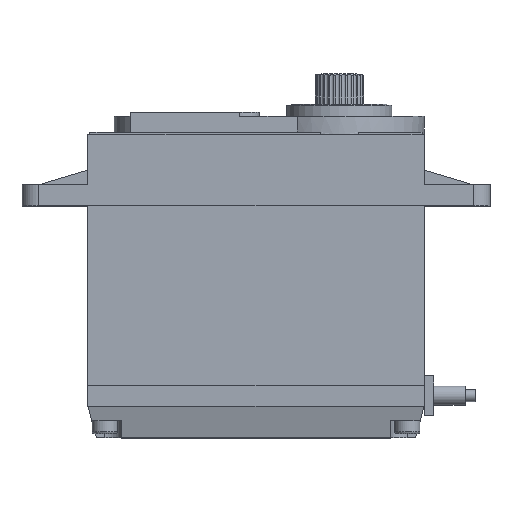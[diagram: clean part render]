
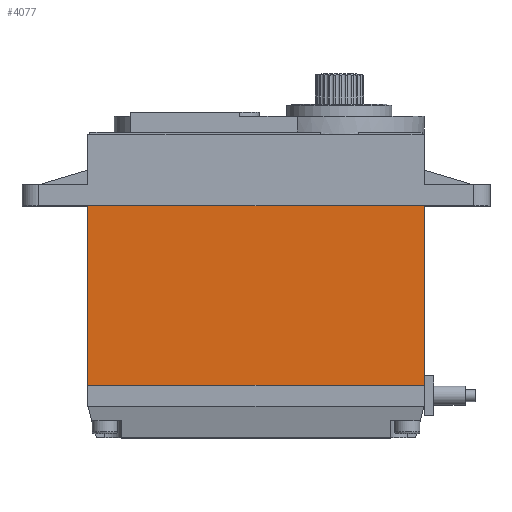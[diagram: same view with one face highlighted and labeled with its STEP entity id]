
A CAD part, top view. The second image highlights one B-rep face of the part: STEP entity #4077.
In plain terms, the highlighted planar face has unit normal (0, 0, 1).
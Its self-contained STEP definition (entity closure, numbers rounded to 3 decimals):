
#116=PLANE('',#4450);
#300=FACE_OUTER_BOUND('',#532,.T.);
#532=EDGE_LOOP('',(#3301,#3302,#3303,#3304));
#984=LINE('',#16527,#1350);
#1049=LINE('',#16687,#1415);
#1122=LINE('',#16887,#1488);
#1124=LINE('',#16891,#1490);
#1350=VECTOR('',#5020,21.59);
#1415=VECTOR('',#5151,40.513);
#1488=VECTOR('',#5308,21.59);
#1490=VECTOR('',#5314,40.513);
#1785=VERTEX_POINT('',#16524);
#1786=VERTEX_POINT('',#16526);
#1848=VERTEX_POINT('',#16685);
#1933=VERTEX_POINT('',#16885);
#2254=EDGE_CURVE('',#1785,#1786,#984,.T.);
#2333=EDGE_CURVE('',#1848,#1785,#1049,.T.);
#2438=EDGE_CURVE('',#1848,#1933,#1122,.T.);
#2440=EDGE_CURVE('',#1933,#1786,#1124,.T.);
#3301=ORIENTED_EDGE('',*,*,#2333,.F.);
#3302=ORIENTED_EDGE('',*,*,#2438,.T.);
#3303=ORIENTED_EDGE('',*,*,#2440,.T.);
#3304=ORIENTED_EDGE('',*,*,#2254,.F.);
#4077=ADVANCED_FACE('',(#300),#116,.F.);
#4450=AXIS2_PLACEMENT_3D('',#16890,#5312,#5313);
#5020=DIRECTION('',(0.,-1.,0.));
#5151=DIRECTION('',(1.,0.,0.));
#5308=DIRECTION('',(0.,-1.,0.));
#5312=DIRECTION('center_axis',(0.,0.,-1.));
#5313=DIRECTION('ref_axis',(-1.,0.,0.));
#5314=DIRECTION('',(1.,0.,0.));
#16524=CARTESIAN_POINT('',(20.257,27.94,10.224));
#16526=CARTESIAN_POINT('',(20.257,6.35,10.224));
#16527=CARTESIAN_POINT('',(20.257,27.94,10.224));
#16685=CARTESIAN_POINT('',(-20.257,27.94,10.224));
#16687=CARTESIAN_POINT('',(-20.257,27.94,10.224));
#16885=CARTESIAN_POINT('',(-20.257,6.35,10.224));
#16887=CARTESIAN_POINT('',(-20.257,27.94,10.224));
#16890=CARTESIAN_POINT('Origin',(20.257,36.83,10.224));
#16891=CARTESIAN_POINT('',(-20.257,6.35,10.224));
